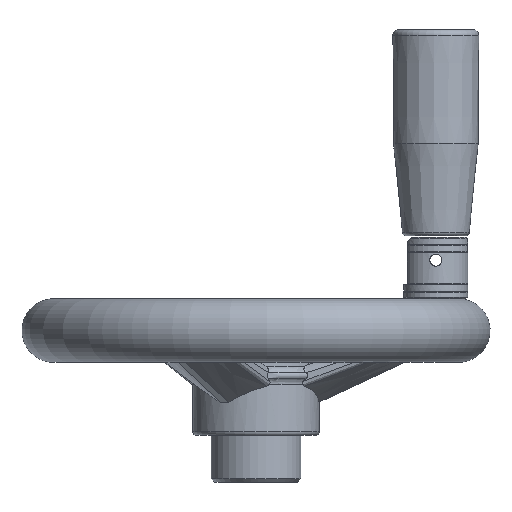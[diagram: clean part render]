
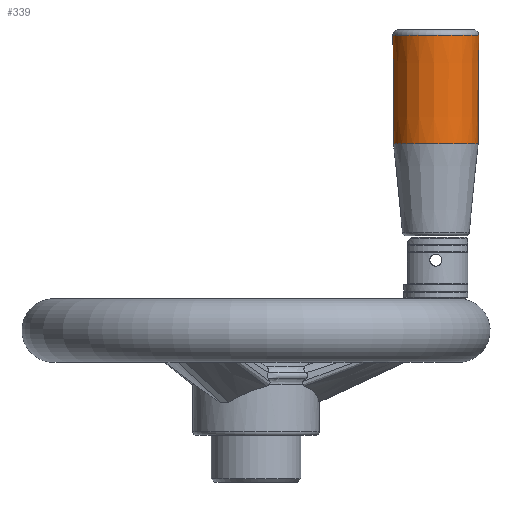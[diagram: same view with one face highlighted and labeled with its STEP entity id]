
A CAD part, front view. The second image highlights one B-rep face of the part: STEP entity #339.
In plain terms, the highlighted conical face has half-angle 0.329 degrees and reference radius 11.325 mm.
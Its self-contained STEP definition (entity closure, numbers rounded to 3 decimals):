
#339 = ADVANCED_FACE( '', ( #766, #767 ), #768, .T. );
#766 = FACE_OUTER_BOUND( '', #2173, .T. );
#767 = FACE_BOUND( '', #2174, .T. );
#768 = CONICAL_SURFACE( '', #2175, 11.325, 0.006 );
#2173 = EDGE_LOOP( '', ( #3733 ) );
#2174 = EDGE_LOOP( '', ( #3734 ) );
#2175 = AXIS2_PLACEMENT_3D( '', #3735, #3736, #3737 );
#3733 = ORIENTED_EDGE( '', *, *, #4610, .T. );
#3734 = ORIENTED_EDGE( '', *, *, #4482, .T. );
#3735 = CARTESIAN_POINT( '', ( 48., 0., 90.311 ) );
#3736 = DIRECTION( '', ( 0., 0., 1. ) );
#3737 = DIRECTION( '', ( -0.296, 0.955, 0. ) );
#4482 = EDGE_CURVE( '', #5081, #5081, #5082, .T. );
#4610 = EDGE_CURVE( '', #5283, #5283, #5284, .T. );
#5081 = VERTEX_POINT( '', #6665 );
#5082 = CIRCLE( '', #6666, 11.325 );
#5283 = VERTEX_POINT( '', #7504 );
#5284 = CIRCLE( '', #7505, 11.491 );
#6665 = CARTESIAN_POINT( '', ( 44.647, 10.817, 90.311 ) );
#6666 = AXIS2_PLACEMENT_3D( '', #9128, #9129, #9130 );
#7504 = CARTESIAN_POINT( '', ( 51.402, -10.976, 119.302 ) );
#7505 = AXIS2_PLACEMENT_3D( '', #9230, #9231, #9232 );
#9128 = CARTESIAN_POINT( '', ( 48., 0., 90.311 ) );
#9129 = DIRECTION( '', ( 0., 0., 1. ) );
#9130 = DIRECTION( '', ( -0.296, 0.955, 0. ) );
#9230 = CARTESIAN_POINT( '', ( 48., 0., 119.302 ) );
#9231 = DIRECTION( '', ( 0., 0., -1. ) );
#9232 = DIRECTION( '', ( 0.296, -0.955, 0. ) );
